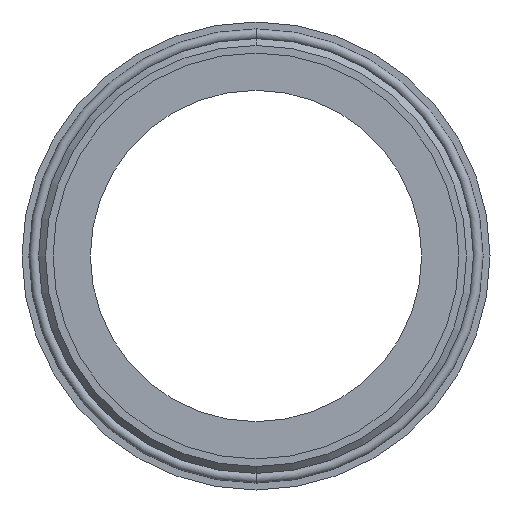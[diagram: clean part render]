
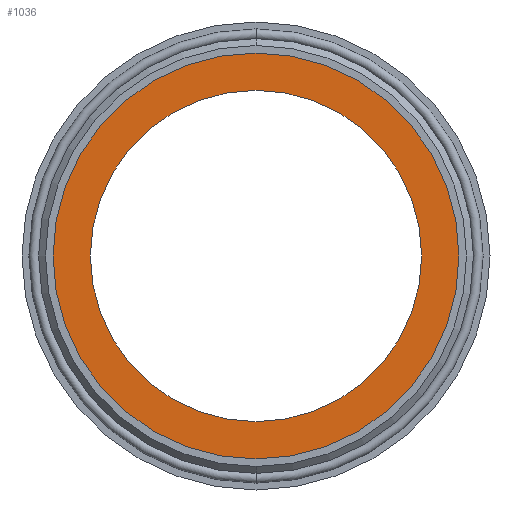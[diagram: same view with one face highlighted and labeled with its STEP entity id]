
A CAD part, front view. The second image highlights one B-rep face of the part: STEP entity #1036.
In plain terms, the highlighted planar face has unit normal (0, -1, 0).
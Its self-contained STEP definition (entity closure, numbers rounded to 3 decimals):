
#332 = EDGE_LOOP ( 'NONE', ( #1219, #1218 ) ) ;
#333 = EDGE_LOOP ( 'NONE', ( #1217, #1215 ) ) ;
#494 = VERTEX_POINT ( 'NONE', #1723 ) ;
#495 = VERTEX_POINT ( 'NONE', #1722 ) ;
#500 = VERTEX_POINT ( 'NONE', #1717 ) ;
#501 = VERTEX_POINT ( 'NONE', #1716 ) ;
#622 = CIRCLE ( 'NONE', #1654, 24. ) ;
#625 = CIRCLE ( 'NONE', #1646, 29.4 ) ;
#715 = EDGE_CURVE ( 'NONE', #494, #495, #622, .T. ) ;
#720 = EDGE_CURVE ( 'NONE', #500, #501, #625, .T. ) ;
#1026 = EDGE_CURVE ( 'NONE', #501, #500, #1509, .T. ) ;
#1027 = EDGE_CURVE ( 'NONE', #495, #494, #1507, .T. ) ;
#1036 = ADVANCED_FACE ( 'NONE', ( #1873, #1874 ), #1390, .F. ) ;
#1215 = ORIENTED_EDGE ( 'NONE', *, *, #715, .T. ) ;
#1217 = ORIENTED_EDGE ( 'NONE', *, *, #1027, .T. ) ;
#1218 = ORIENTED_EDGE ( 'NONE', *, *, #720, .F. ) ;
#1219 = ORIENTED_EDGE ( 'NONE', *, *, #1026, .F. ) ;
#1351 = CARTESIAN_POINT ( 'NONE',  ( 0., -12.852, 0. ) ) ;
#1361 = DIRECTION ( 'NONE',  ( 0., 1., 0. ) ) ;
#1362 = DIRECTION ( 'NONE',  ( 0., 0., 1. ) ) ;
#1363 = CARTESIAN_POINT ( 'NONE',  ( 0., -12.852, 0. ) ) ;
#1364 = DIRECTION ( 'NONE',  ( 0., 1., 0. ) ) ;
#1365 = DIRECTION ( 'NONE',  ( 0., 0., 1. ) ) ;
#1390 = PLANE ( 'NONE',  #1877 ) ;
#1391 = CARTESIAN_POINT ( 'NONE',  ( 24., -12.852, 0. ) ) ;
#1392 = DIRECTION ( 'NONE',  ( 0., 1., 0. ) ) ;
#1393 = DIRECTION ( 'NONE',  ( 0., 0., 1. ) ) ;
#1507 = CIRCLE ( 'NONE', #1857, 24. ) ;
#1509 = CIRCLE ( 'NONE', #1860, 29.4 ) ;
#1646 = AXIS2_PLACEMENT_3D ( 'NONE', #2246, #2247, #2248 ) ;
#1654 = AXIS2_PLACEMENT_3D ( 'NONE', #2225, #2232, #2233 ) ;
#1716 = CARTESIAN_POINT ( 'NONE',  ( 0., -12.852, 29.4 ) ) ;
#1717 = CARTESIAN_POINT ( 'NONE',  ( 0., -12.852, -29.4 ) ) ;
#1722 = CARTESIAN_POINT ( 'NONE',  ( 0., -12.852, 24. ) ) ;
#1723 = CARTESIAN_POINT ( 'NONE',  ( 0., -12.852, -24. ) ) ;
#1857 = AXIS2_PLACEMENT_3D ( 'NONE', #1363, #1364, #1365 ) ;
#1860 = AXIS2_PLACEMENT_3D ( 'NONE', #1351, #1361, #1362 ) ;
#1873 = FACE_OUTER_BOUND ( 'NONE', #332, .T. ) ;
#1874 = FACE_BOUND ( 'NONE', #333, .T. ) ;
#1877 = AXIS2_PLACEMENT_3D ( 'NONE', #1391, #1392, #1393 ) ;
#2225 = CARTESIAN_POINT ( 'NONE',  ( 0., -12.852, 0. ) ) ;
#2232 = DIRECTION ( 'NONE',  ( 0., 1., 0. ) ) ;
#2233 = DIRECTION ( 'NONE',  ( 0., 0., 1. ) ) ;
#2246 = CARTESIAN_POINT ( 'NONE',  ( 0., -12.852, 0. ) ) ;
#2247 = DIRECTION ( 'NONE',  ( 0., 1., 0. ) ) ;
#2248 = DIRECTION ( 'NONE',  ( 0., 0., 1. ) ) ;
